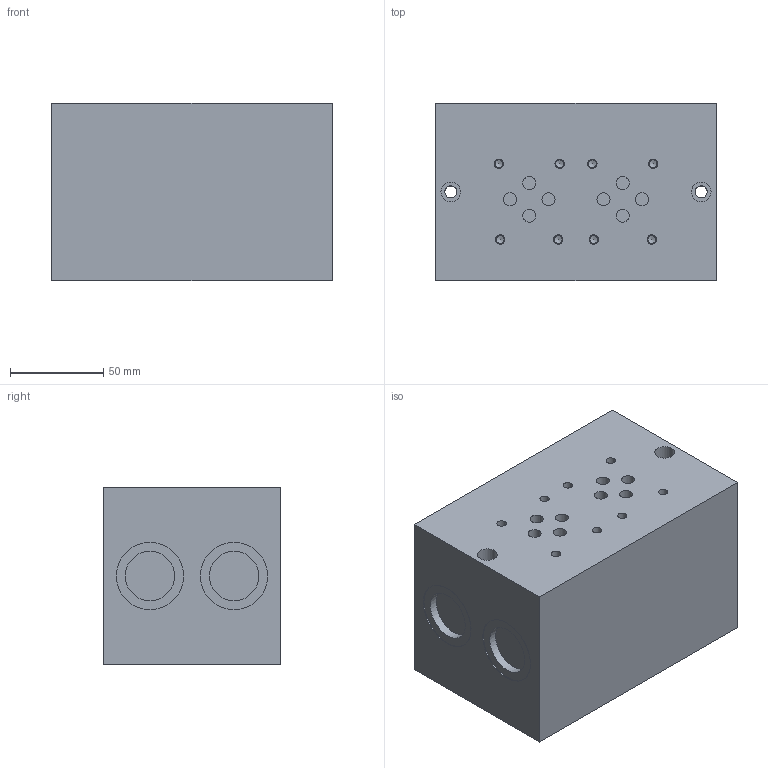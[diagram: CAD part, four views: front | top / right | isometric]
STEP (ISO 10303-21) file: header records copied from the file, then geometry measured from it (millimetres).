
FILE_DESCRIPTION(/* description */ (''),/* implementation_level */ '2;1');
FILE_NAME(/* name */ 'em253_2_y.step',/* time_stamp */ '2014-11-18T12:59:28+01:00',/* author */ ('Ufftec3'),/* organization */ (''),/* preprocessor_version */ 'ST-DEVELOPER v15.2',/* originating_system */ 'Autodesk Inventor 2014',/* authorisation */ '');
FILE_SCHEMA (('AUTOMOTIVE_DESIGN { 1 0 10303 214 3 1 1 }'));
Length unit declared in the file: millimetre
Products named in the file (2): Parte3; Assieme1
Bounding box: 150 x 95 x 95 mm (x, y, z)
Volume: 1315662.6 mm3; surface area: 87673.2 mm2
Topology: 1 solids, 1 shells, 112 faces, 215 edges, 145 vertices
Faces by surface type: cylinder 54, plane 46, cone 12
Full cylindrical faces by diameter (mm): 4.2 x8, 5 x8, 6.5 x2, 7 x8, 8.5 x4, 10 x4, 10.5 x2, 13.2 x1, 20.955 x4, 22 x1, 26.441 x4, 30 x4, 36 x2, 37 x2
Entity records: 2344 total; most frequent: DIRECTION 458, CARTESIAN_POINT 351, ORIENTED_EDGE 240, AXIS2_PLACEMENT_3D 223, EDGE_LOOP 222, FACE_BOUND 132, EDGE_CURVE 120, VERTEX_POINT 116
